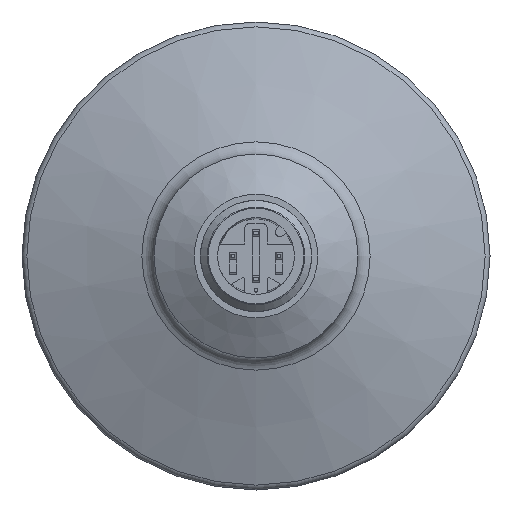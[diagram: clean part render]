
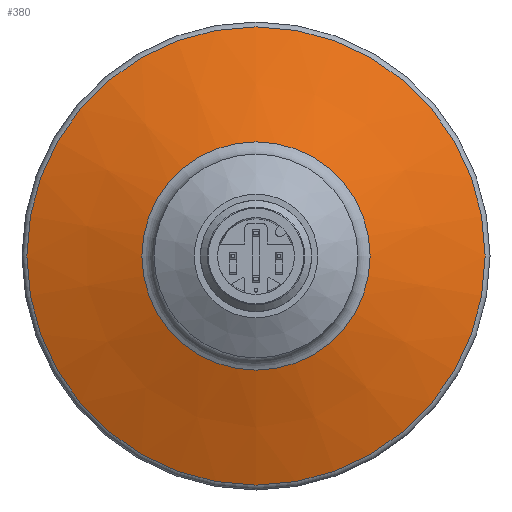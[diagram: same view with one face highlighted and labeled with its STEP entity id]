
A CAD part, front view. The second image highlights one B-rep face of the part: STEP entity #380.
In plain terms, the highlighted conical face has half-angle 70 degrees and reference radius 11 mm.
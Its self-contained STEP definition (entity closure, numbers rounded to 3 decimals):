
#380 = ADVANCED_FACE( '', ( #799, #800 ), #801, .T. );
#799 = FACE_OUTER_BOUND( '', #1242, .T. );
#800 = FACE_BOUND( '', #1243, .T. );
#801 = CONICAL_SURFACE( '', #1244, 11., 1.222 );
#1242 = EDGE_LOOP( '', ( #2324 ) );
#1243 = EDGE_LOOP( '', ( #2325 ) );
#1244 = AXIS2_PLACEMENT_3D( '', #2326, #2327, #2328 );
#2324 = ORIENTED_EDGE( '', *, *, #2959, .T. );
#2325 = ORIENTED_EDGE( '', *, *, #2964, .T. );
#2326 = CARTESIAN_POINT( '', ( 0., -8.037, 0. ) );
#2327 = DIRECTION( '', ( 0., 1., 0. ) );
#2328 = DIRECTION( '', ( 0., 0., 1. ) );
#2959 = EDGE_CURVE( '', #3647, #3647, #3648, .T. );
#2964 = EDGE_CURVE( '', #3653, #3653, #3654, .T. );
#3647 = VERTEX_POINT( '', #4593 );
#3648 = CIRCLE( '', #4594, 24.724 );
#3653 = VERTEX_POINT( '', #4600 );
#3654 = CIRCLE( '', #4601, 12.316 );
#4593 = CARTESIAN_POINT( '', ( 0., -3.042, -24.724 ) );
#4594 = AXIS2_PLACEMENT_3D( '', #5131, #5132, #5133 );
#4600 = CARTESIAN_POINT( '', ( 0., -7.558, 12.316 ) );
#4601 = AXIS2_PLACEMENT_3D( '', #5138, #5139, #5140 );
#5131 = CARTESIAN_POINT( '', ( 0., -3.042, 0. ) );
#5132 = DIRECTION( '', ( 0., -1., 0. ) );
#5133 = DIRECTION( '', ( 0., 0., -1. ) );
#5138 = CARTESIAN_POINT( '', ( 0., -7.558, 0. ) );
#5139 = DIRECTION( '', ( 0., 1., 0. ) );
#5140 = DIRECTION( '', ( 0., 0., 1. ) );
